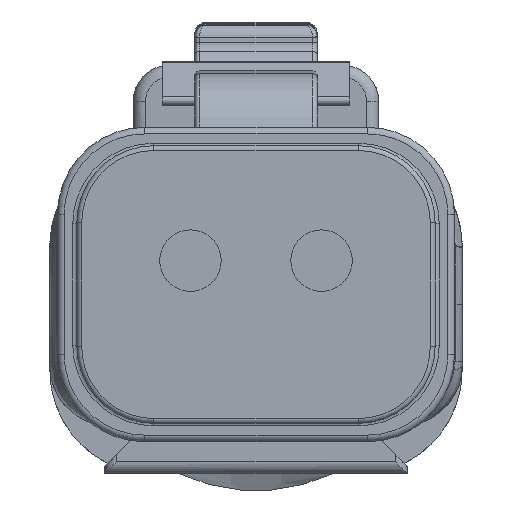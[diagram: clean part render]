
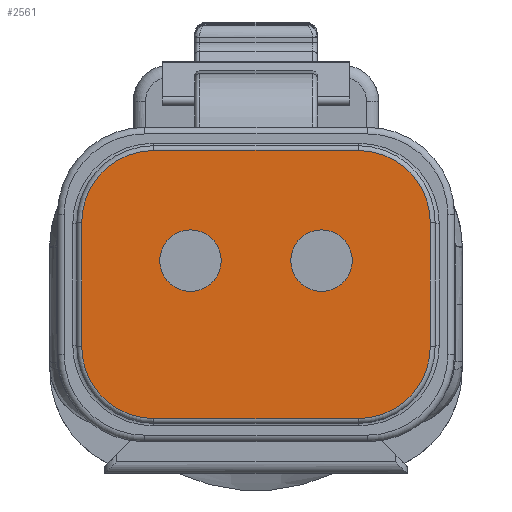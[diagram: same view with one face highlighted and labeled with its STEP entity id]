
A CAD part, front view. The second image highlights one B-rep face of the part: STEP entity #2561.
In plain terms, the highlighted planar face has unit normal (0, -1, 0).
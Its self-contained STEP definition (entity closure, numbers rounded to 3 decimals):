
#2561=ADVANCED_FACE('',(#3297,#3298,#3299),#3144,.F.);
#3144=PLANE('',#15064);
#3297=FACE_BOUND('',#3762,.T.);
#3298=FACE_BOUND('',#3763,.T.);
#3299=FACE_BOUND('',#3764,.T.);
#3762=EDGE_LOOP('',(#7134,#7135,#7136,#7137,#7138,#7139,#7140,#7141));
#3763=EDGE_LOOP('',(#7142));
#3764=EDGE_LOOP('',(#7143));
#4695=CIRCLE('',#15056,1.28);
#4696=CIRCLE('',#15058,1.28);
#4697=CIRCLE('',#15060,3.);
#4698=CIRCLE('',#15061,3.);
#4699=CIRCLE('',#15062,3.);
#4700=CIRCLE('',#15063,3.);
#7134=ORIENTED_EDGE('',*,*,#11796,.T.);
#7135=ORIENTED_EDGE('',*,*,#11797,.T.);
#7136=ORIENTED_EDGE('',*,*,#11798,.T.);
#7137=ORIENTED_EDGE('',*,*,#11799,.T.);
#7138=ORIENTED_EDGE('',*,*,#11800,.T.);
#7139=ORIENTED_EDGE('',*,*,#11801,.T.);
#7140=ORIENTED_EDGE('',*,*,#11802,.T.);
#7141=ORIENTED_EDGE('',*,*,#11803,.T.);
#7142=ORIENTED_EDGE('',*,*,#11795,.F.);
#7143=ORIENTED_EDGE('',*,*,#11794,.F.);
#10124=VERTEX_POINT('',#25218);
#10125=VERTEX_POINT('',#25221);
#10126=VERTEX_POINT('',#25224);
#10127=VERTEX_POINT('',#25225);
#10128=VERTEX_POINT('',#25227);
#10129=VERTEX_POINT('',#25229);
#10130=VERTEX_POINT('',#25231);
#10131=VERTEX_POINT('',#25233);
#10132=VERTEX_POINT('',#25235);
#10133=VERTEX_POINT('',#25237);
#11794=EDGE_CURVE('',#10124,#10124,#4695,.T.);
#11795=EDGE_CURVE('',#10125,#10125,#4696,.T.);
#11796=EDGE_CURVE('',#10126,#10127,#13260,.T.);
#11797=EDGE_CURVE('',#10127,#10128,#4697,.T.);
#11798=EDGE_CURVE('',#10128,#10129,#13261,.T.);
#11799=EDGE_CURVE('',#10129,#10130,#4698,.T.);
#11800=EDGE_CURVE('',#10130,#10131,#13262,.T.);
#11801=EDGE_CURVE('',#10131,#10132,#4699,.T.);
#11802=EDGE_CURVE('',#10132,#10133,#13263,.T.);
#11803=EDGE_CURVE('',#10133,#10126,#4700,.T.);
#13260=LINE('',#25223,#13961);
#13261=LINE('',#25228,#13962);
#13262=LINE('',#25232,#13963);
#13263=LINE('',#25236,#13964);
#13961=VECTOR('',#17652,1.);
#13962=VECTOR('',#17655,1.);
#13963=VECTOR('',#17658,1.);
#13964=VECTOR('',#17661,1.);
#15056=AXIS2_PLACEMENT_3D('',#25217,#17644,#17645);
#15058=AXIS2_PLACEMENT_3D('',#25220,#17648,#17649);
#15060=AXIS2_PLACEMENT_3D('',#25226,#17653,#17654);
#15061=AXIS2_PLACEMENT_3D('',#25230,#17656,#17657);
#15062=AXIS2_PLACEMENT_3D('',#25234,#17659,#17660);
#15063=AXIS2_PLACEMENT_3D('',#25238,#17662,#17663);
#15064=AXIS2_PLACEMENT_3D('',#25239,#17664,#17665);
#17644=DIRECTION('',(0.,-1.,0.));
#17645=DIRECTION('',(1.,0.,0.));
#17648=DIRECTION('',(0.,-1.,0.));
#17649=DIRECTION('',(1.,0.,0.));
#17652=DIRECTION('',(-1.,0.,0.));
#17653=DIRECTION('',(0.,-1.,0.));
#17654=DIRECTION('',(0.,0.,1.));
#17655=DIRECTION('',(0.,0.,-1.));
#17656=DIRECTION('',(0.,-1.,0.));
#17657=DIRECTION('',(0.,0.,1.));
#17658=DIRECTION('',(1.,0.,0.));
#17659=DIRECTION('',(0.,-1.,0.));
#17660=DIRECTION('',(0.,0.,1.));
#17661=DIRECTION('',(0.,0.,1.));
#17662=DIRECTION('',(0.,-1.,0.));
#17663=DIRECTION('',(0.,0.,1.));
#17664=DIRECTION('',(0.,1.,0.));
#17665=DIRECTION('',(0.,0.,-1.));
#25217=CARTESIAN_POINT('',(-2.725,0.,0.995));
#25218=CARTESIAN_POINT('',(-1.445,0.,0.995));
#25220=CARTESIAN_POINT('',(2.725,0.,0.995));
#25221=CARTESIAN_POINT('',(4.005,0.,0.995));
#25223=CARTESIAN_POINT('',(4.25,0.,5.575));
#25224=CARTESIAN_POINT('',(4.25,0.,5.575));
#25225=CARTESIAN_POINT('',(-4.25,0.,5.575));
#25226=CARTESIAN_POINT('',(-4.25,0.,2.575));
#25227=CARTESIAN_POINT('',(-7.25,0.,2.575));
#25228=CARTESIAN_POINT('',(-7.25,0.,2.575));
#25229=CARTESIAN_POINT('',(-7.25,0.,-2.575));
#25230=CARTESIAN_POINT('',(-4.25,0.,-2.575));
#25231=CARTESIAN_POINT('',(-4.25,0.,-5.575));
#25232=CARTESIAN_POINT('',(4.25,0.,-5.575));
#25233=CARTESIAN_POINT('',(4.25,0.,-5.575));
#25234=CARTESIAN_POINT('',(4.25,0.,-2.575));
#25235=CARTESIAN_POINT('',(7.25,0.,-2.575));
#25236=CARTESIAN_POINT('',(7.25,0.,2.575));
#25237=CARTESIAN_POINT('',(7.25,0.,2.575));
#25238=CARTESIAN_POINT('',(4.25,0.,2.575));
#25239=CARTESIAN_POINT('',(4.25,0.,2.575));
